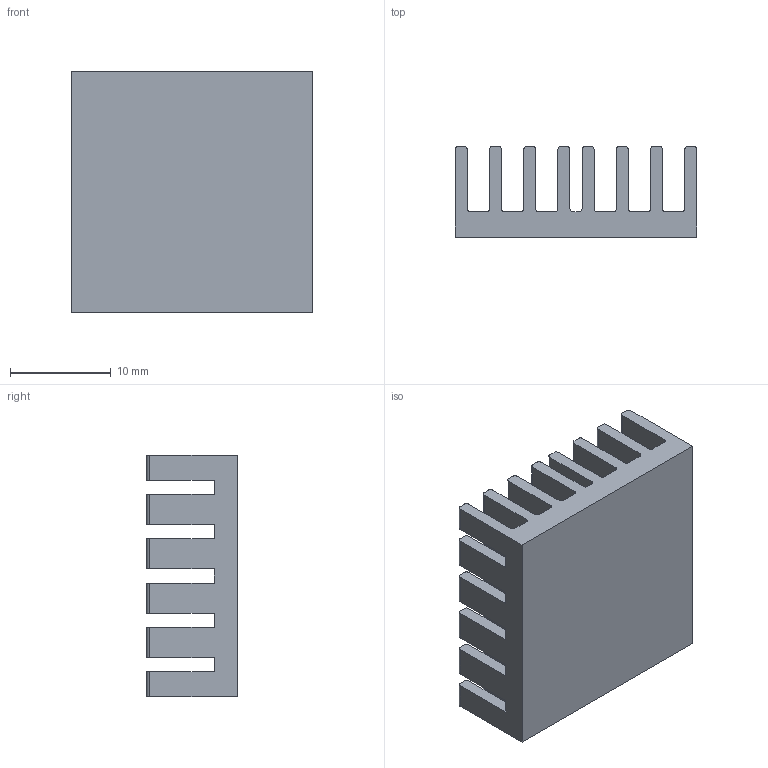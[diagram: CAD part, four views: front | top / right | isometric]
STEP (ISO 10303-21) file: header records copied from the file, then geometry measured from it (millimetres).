
FILE_DESCRIPTION((''),'2;1');
FILE_NAME('40905110092424','2025-12-15T14:55:14',('ITadmin'),(''),'CREO PARAMETRIC BY PTC INC, 2018050','CREO PARAMETRIC BY PTC INC, 2018050','');
FILE_SCHEMA(('CONFIG_CONTROL_DESIGN'));
Length unit declared in the file: millimetre
Products named in the file (1): 40905110092424
Bounding box: 24 x 9 x 24 mm (x, y, z)
Volume: 2466.5 mm3; surface area: 3887.9 mm2
Topology: 1 solids, 1 shells, 374 faces, 1116 edges, 744 vertices
Faces by surface type: plane 194, cylinder 180
Entity records: 12698 total; most frequent: CARTESIAN_POINT 2234, ORIENTED_EDGE 2232, DIRECTION 2224, EDGE_CURVE 1116, VECTOR 756, LINE 756, VERTEX_POINT 744, AXIS2_PLACEMENT_3D 734
